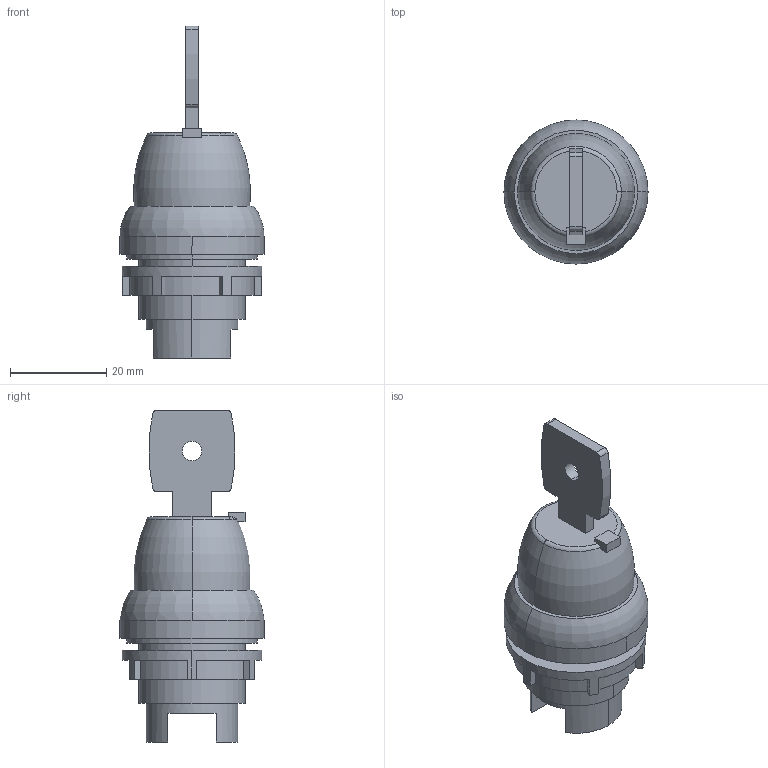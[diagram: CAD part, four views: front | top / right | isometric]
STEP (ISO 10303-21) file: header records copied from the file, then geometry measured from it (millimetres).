
FILE_DESCRIPTION(('STEP AP214'),'1');
FILE_NAME('bouton_023960_ew.stp','2017-05-10T07:01:32',('TraceParts'),('TraceParts S.A.'),'Spatial InterOp 3D',' ',' ');
FILE_SCHEMA(('automotive_design'));
Length unit declared in the file: millimetre
Products named in the file (2): bouton_023960_ew_1; bouton_023960_ew_2
Bounding box: 29.9 x 29.9 x 68.9 mm (x, y, z)
Volume: 21117.9 mm3; surface area: 7137.6 mm2
Topology: 2 solids, 2 shells, 79 faces, 207 edges, 138 vertices
Faces by surface type: plane 44, cylinder 28, torus 7
Entity records: 2556 total; most frequent: CARTESIAN_POINT 478, DIRECTION 458, ORIENTED_EDGE 414, EDGE_CURVE 207, AXIS2_PLACEMENT_3D 174, VERTEX_POINT 138, LINE 110, VECTOR 110
